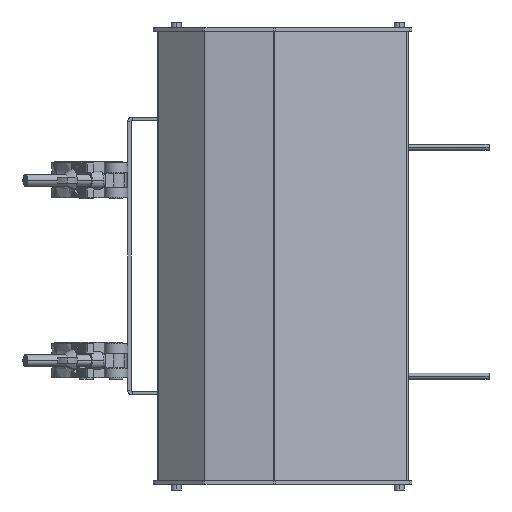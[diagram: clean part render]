
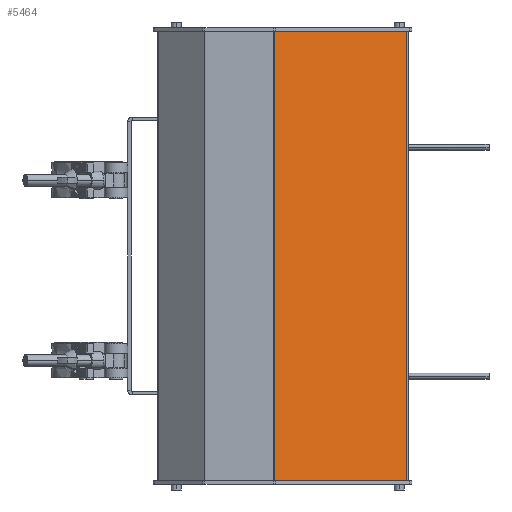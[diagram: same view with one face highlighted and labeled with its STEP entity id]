
A CAD part, left-side view. The second image highlights one B-rep face of the part: STEP entity #5464.
In plain terms, the highlighted planar face has unit normal (-0.935, -0.354, 0).
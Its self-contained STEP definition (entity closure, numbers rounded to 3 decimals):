
#1075 = FACE_OUTER_BOUND ( 'NONE', #5447, .T. ) ;
#2154 = ORIENTED_EDGE ( 'NONE', *, *, #4776, .F. ) ;
#2263 = VERTEX_POINT ( 'NONE', #10856 ) ;
#2676 = EDGE_CURVE ( 'NONE', #10904, #12925, #3802, .T. ) ;
#2898 = DIRECTION ( 'NONE',  ( 0.354, -0.935, 0. ) ) ;
#3355 = LINE ( 'NONE', #9528, #5454 ) ;
#3784 = VERTEX_POINT ( 'NONE', #3854 ) ;
#3802 = LINE ( 'NONE', #6434, #5891 ) ;
#3854 = CARTESIAN_POINT ( 'NONE',  ( -74.758, -40.351, 196.913 ) ) ;
#4716 = DIRECTION ( 'NONE',  ( 0.935, 0.354, 0. ) ) ;
#4776 = EDGE_CURVE ( 'NONE', #3784, #12925, #5428, .T. ) ;
#4797 = EDGE_CURVE ( 'NONE', #2263, #10904, #4811, .T. ) ;
#4811 = LINE ( 'NONE', #6787, #8518 ) ;
#5428 = LINE ( 'NONE', #13320, #12100 ) ;
#5447 = EDGE_LOOP ( 'NONE', ( #15112, #2154, #16263, #7979 ) ) ;
#5454 = VECTOR ( 'NONE', #2898, 1000. ) ;
#5464 = ADVANCED_FACE ( 'NONE', ( #1075 ), #12458, .F. ) ;
#5891 = VECTOR ( 'NONE', #15770, 1000. ) ;
#6434 = CARTESIAN_POINT ( 'NONE',  ( -117.924, 73.651, -192.087 ) ) ;
#6787 = CARTESIAN_POINT ( 'NONE',  ( -117.924, 73.651, 196.913 ) ) ;
#7429 = CARTESIAN_POINT ( 'NONE',  ( -117.924, 73.651, -192.087 ) ) ;
#7979 = ORIENTED_EDGE ( 'NONE', *, *, #4797, .T. ) ;
#8208 = DIRECTION ( 'NONE',  ( 0., 0., -1. ) ) ;
#8518 = VECTOR ( 'NONE', #8208, 1000. ) ;
#9327 = DIRECTION ( 'NONE',  ( 0., 0., -1. ) ) ;
#9528 = CARTESIAN_POINT ( 'NONE',  ( -117.924, 73.651, 196.913 ) ) ;
#10012 = DIRECTION ( 'NONE',  ( -0.354, 0.935, 0. ) ) ;
#10856 = CARTESIAN_POINT ( 'NONE',  ( -117.924, 73.651, 196.913 ) ) ;
#10904 = VERTEX_POINT ( 'NONE', #7429 ) ;
#11386 = AXIS2_PLACEMENT_3D ( 'NONE', #14019, #4716, #10012 ) ;
#12100 = VECTOR ( 'NONE', #9327, 1000. ) ;
#12458 = PLANE ( 'NONE',  #11386 ) ;
#12925 = VERTEX_POINT ( 'NONE', #16670 ) ;
#13320 = CARTESIAN_POINT ( 'NONE',  ( -74.758, -40.351, 196.913 ) ) ;
#13566 = EDGE_CURVE ( 'NONE', #2263, #3784, #3355, .T. ) ;
#14019 = CARTESIAN_POINT ( 'NONE',  ( -117.924, 73.651, 196.913 ) ) ;
#15112 = ORIENTED_EDGE ( 'NONE', *, *, #2676, .T. ) ;
#15770 = DIRECTION ( 'NONE',  ( 0.354, -0.935, 0. ) ) ;
#16263 = ORIENTED_EDGE ( 'NONE', *, *, #13566, .F. ) ;
#16670 = CARTESIAN_POINT ( 'NONE',  ( -74.758, -40.351, -192.087 ) ) ;
